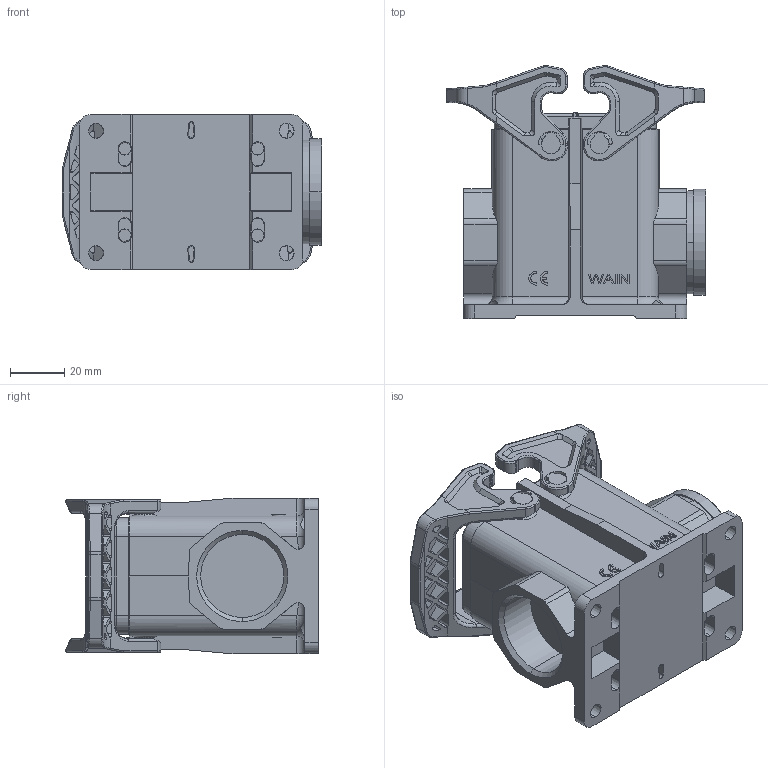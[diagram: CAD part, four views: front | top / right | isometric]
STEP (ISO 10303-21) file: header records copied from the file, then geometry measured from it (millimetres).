
FILE_DESCRIPTION((''),'2;1');
FILE_NAME('_ASM1_SW00012','2024-02-01T',('13001'),(''),'PRO/ENGINEER BY PARAMETRIC TECHNOLOGY CORPORATION, 2012480','PRO/ENGINEER BY PARAMETRIC TECHNOLOGY CORPORATION, 2012480','');
FILE_SCHEMA(('CONFIG_CONTROL_DESIGN'));
Products named in the file (1): _ASM1_SW00012
Bounding box: 95.5 x 92.91 x 57 mm (x, y, z)
Volume: 126404.3 mm3; surface area: 64880.4 mm2
Topology: 3 solids, 3 shells, 2167 faces, 7133 edges, 4715 vertices
Faces by surface type: plane 1082, cylinder 719, bspline 138, cone 108, torus 94, extrusion 20, sphere 6
Entity records: 100749 total; most frequent: CARTESIAN_POINT 40538, ORIENTED_EDGE 14238, DIRECTION 10900, EDGE_CURVE 7119, VERTEX_POINT 4715, AXIS2_PLACEMENT_3D 3650, VECTOR 3600, LINE 3580
